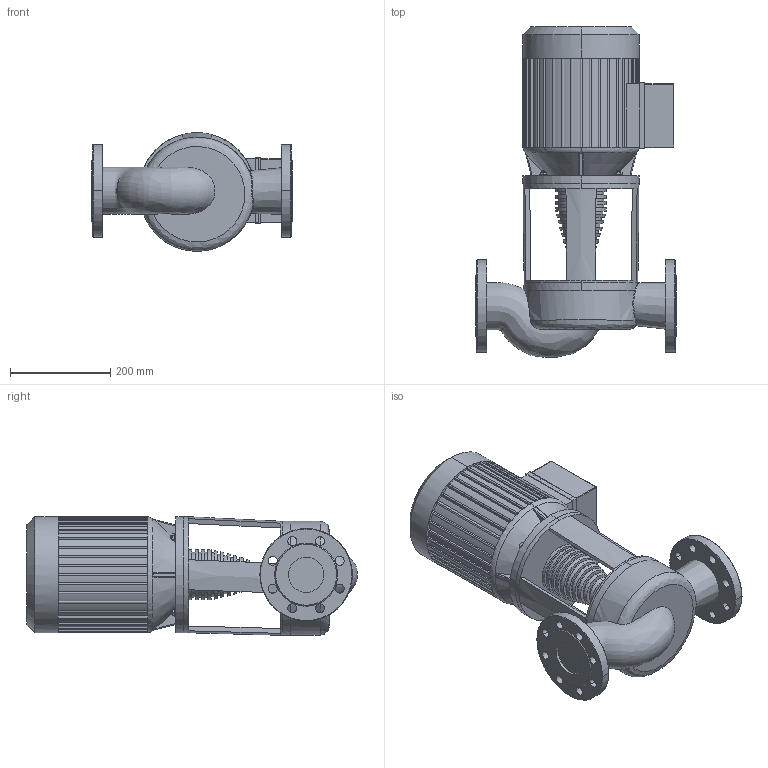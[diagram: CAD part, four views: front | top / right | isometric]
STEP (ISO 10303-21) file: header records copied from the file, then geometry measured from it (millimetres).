
FILE_DESCRIPTION((''),'2;1');
FILE_NAME('3d_IPH-W65_140-4_2-2121286.stp','2016-08-29T09:59:39',(''),(''),'Mechanical Desktop 2009','Mechanical Desktop 2009',', , ');
FILE_SCHEMA(('CONFIG_CONTROL_DESIGN'));
Length unit declared in the file: millimetre
Products named in the file (1): Product
Bounding box: 400 x 661.01 x 237 mm (x, y, z)
Volume: 22168982.9 mm3; surface area: 1158583.7 mm2
Topology: 10 solids, 10 shells, 548 faces, 1379 edges, 879 vertices
Faces by surface type: plane 240, cylinder 150, bspline 120, cone 28, torus 6, sphere 4
Entity records: 44559 total; most frequent: CARTESIAN_POINT 31342, ORIENTED_EDGE 2750, DIRECTION 2733, EDGE_CURVE 1375, AXIS2_PLACEMENT_3D 1027, VERTEX_POINT 879, VECTOR 679, LINE 679
